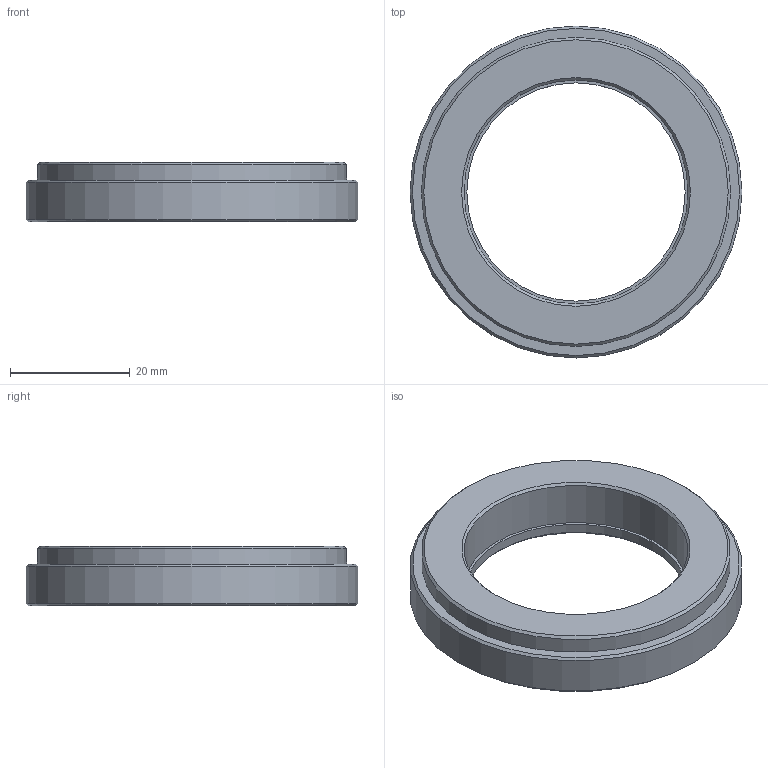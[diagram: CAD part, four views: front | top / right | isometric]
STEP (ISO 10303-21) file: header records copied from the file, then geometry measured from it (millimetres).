
FILE_DESCRIPTION(/* description */ ('Unknown'),/* implementation_level */ '2;1');
FILE_NAME(/* name */ 'OpenFrame - Nikon Tube Lens Adapter - SM2 to M38x0.5 Adapter',/* time_stamp */ '2023-06-13T12:38:48+01:00',/* author */ ('Unknown'),/* organization */ ('Unknown'),/* preprocessor_version */ 'ST-DEVELOPER v18.1',/* originating_system */ 'Solid Edge',/* authorisation */ 'Unknown');
FILE_SCHEMA (('AUTOMOTIVE_DESIGN {1 0 10303 214 3 1 1}'));
Length unit declared in the file: millimetre
Products named in the file (1): OpenFrame - SM2 to M38x0.5 Adapter
Bounding box: 55.5 x 55.5 x 10 mm (x, y, z)
Volume: 12265.9 mm3; surface area: 5449.5 mm2
Topology: 1 solids, 1 shells, 13 faces, 24 edges, 15 vertices
Faces by surface type: cone 5, plane 4, cylinder 4
Full cylindrical faces by diameter (mm): 36.5 x1, 37.449 x1, 51.689 x1, 55.5 x1
Entity records: 383 total; most frequent: DIRECTION 54, CARTESIAN_POINT 40, AXIS2_PLACEMENT_3D 27, ORIENTED_EDGE 26, EDGE_LOOP 26, FACE_BOUND 26, EDGE_CURVE 13, VERTEX_POINT 13
